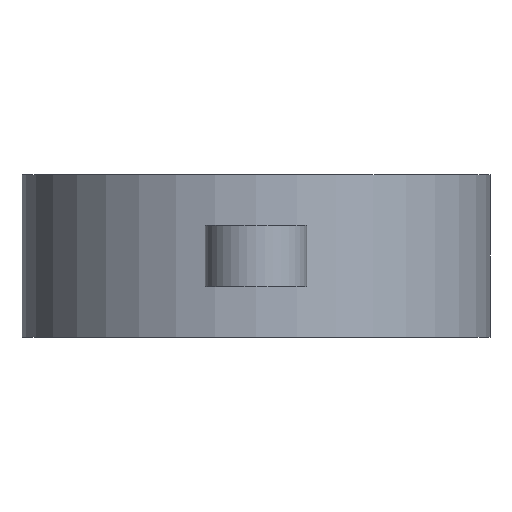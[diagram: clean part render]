
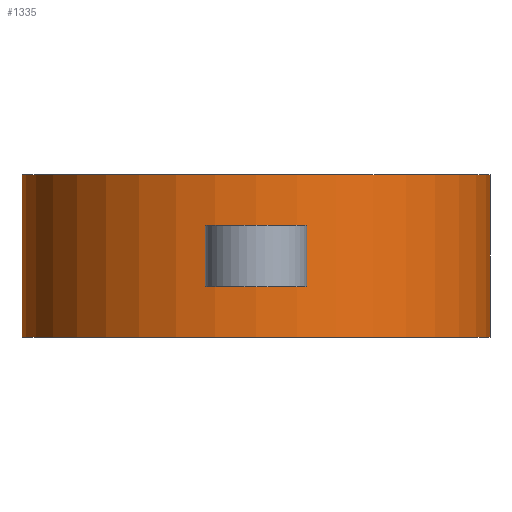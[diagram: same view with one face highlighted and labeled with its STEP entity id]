
A CAD part, front view. The second image highlights one B-rep face of the part: STEP entity #1335.
In plain terms, the highlighted cylindrical face has radius 11.5 mm (diameter 23 mm), a full revolution.
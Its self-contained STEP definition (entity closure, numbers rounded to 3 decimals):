
#1335 = ADVANCED_FACE('',(#1336),#1349,.T.);
#1336 = FACE_BOUND('',#1337,.T.);
#1337 = EDGE_LOOP('',(#1338,#1372,#1395,#1422));
#1338 = ORIENTED_EDGE('',*,*,#1339,.F.);
#1339 = EDGE_CURVE('',#1340,#1340,#1342,.T.);
#1340 = VERTEX_POINT('',#1341);
#1341 = CARTESIAN_POINT('',(11.5,0.,8.));
#1342 = SURFACE_CURVE('',#1343,(#1348,#1360),.PCURVE_S1.);
#1343 = CIRCLE('',#1344,11.5);
#1344 = AXIS2_PLACEMENT_3D('',#1345,#1346,#1347);
#1345 = CARTESIAN_POINT('',(0.,0.,8.));
#1346 = DIRECTION('',(0.,0.,1.));
#1347 = DIRECTION('',(1.,0.,0.));
#1348 = PCURVE('',#1349,#1354);
#1349 = CYLINDRICAL_SURFACE('',#1350,11.5);
#1350 = AXIS2_PLACEMENT_3D('',#1351,#1352,#1353);
#1351 = CARTESIAN_POINT('',(0.,0.,0.));
#1352 = DIRECTION('',(0.,0.,1.));
#1353 = DIRECTION('',(1.,0.,0.));
#1354 = DEFINITIONAL_REPRESENTATION('',(#1355),#1359);
#1355 = LINE('',#1356,#1357);
#1356 = CARTESIAN_POINT('',(0.,8.));
#1357 = VECTOR('',#1358,1.);
#1358 = DIRECTION('',(1.,0.));
#1359 = ( GEOMETRIC_REPRESENTATION_CONTEXT(2) 
PARAMETRIC_REPRESENTATION_CONTEXT() REPRESENTATION_CONTEXT('2D SPACE',''
  ) );
#1360 = PCURVE('',#1361,#1366);
#1361 = PLANE('',#1362);
#1362 = AXIS2_PLACEMENT_3D('',#1363,#1364,#1365);
#1363 = CARTESIAN_POINT('',(0.,0.,8.));
#1364 = DIRECTION('',(0.,0.,1.));
#1365 = DIRECTION('',(1.,0.,0.));
#1366 = DEFINITIONAL_REPRESENTATION('',(#1367),#1371);
#1367 = CIRCLE('',#1368,11.5);
#1368 = AXIS2_PLACEMENT_2D('',#1369,#1370);
#1369 = CARTESIAN_POINT('',(0.,0.));
#1370 = DIRECTION('',(1.,0.));
#1371 = ( GEOMETRIC_REPRESENTATION_CONTEXT(2) 
PARAMETRIC_REPRESENTATION_CONTEXT() REPRESENTATION_CONTEXT('2D SPACE',''
  ) );
#1372 = ORIENTED_EDGE('',*,*,#1373,.F.);
#1373 = EDGE_CURVE('',#1374,#1340,#1376,.T.);
#1374 = VERTEX_POINT('',#1375);
#1375 = CARTESIAN_POINT('',(11.5,0.,0.));
#1376 = SEAM_CURVE('',#1377,(#1381,#1388),.PCURVE_S1.);
#1377 = LINE('',#1378,#1379);
#1378 = CARTESIAN_POINT('',(11.5,0.,0.));
#1379 = VECTOR('',#1380,1.);
#1380 = DIRECTION('',(0.,0.,1.));
#1381 = PCURVE('',#1349,#1382);
#1382 = DEFINITIONAL_REPRESENTATION('',(#1383),#1387);
#1383 = LINE('',#1384,#1385);
#1384 = CARTESIAN_POINT('',(6.283,-0.));
#1385 = VECTOR('',#1386,1.);
#1386 = DIRECTION('',(0.,1.));
#1387 = ( GEOMETRIC_REPRESENTATION_CONTEXT(2) 
PARAMETRIC_REPRESENTATION_CONTEXT() REPRESENTATION_CONTEXT('2D SPACE',''
  ) );
#1388 = PCURVE('',#1349,#1389);
#1389 = DEFINITIONAL_REPRESENTATION('',(#1390),#1394);
#1390 = LINE('',#1391,#1392);
#1391 = CARTESIAN_POINT('',(0.,-0.));
#1392 = VECTOR('',#1393,1.);
#1393 = DIRECTION('',(0.,1.));
#1394 = ( GEOMETRIC_REPRESENTATION_CONTEXT(2) 
PARAMETRIC_REPRESENTATION_CONTEXT() REPRESENTATION_CONTEXT('2D SPACE',''
  ) );
#1395 = ORIENTED_EDGE('',*,*,#1396,.T.);
#1396 = EDGE_CURVE('',#1374,#1374,#1397,.T.);
#1397 = SURFACE_CURVE('',#1398,(#1403,#1410),.PCURVE_S1.);
#1398 = CIRCLE('',#1399,11.5);
#1399 = AXIS2_PLACEMENT_3D('',#1400,#1401,#1402);
#1400 = CARTESIAN_POINT('',(0.,0.,0.));
#1401 = DIRECTION('',(0.,0.,1.));
#1402 = DIRECTION('',(1.,0.,0.));
#1403 = PCURVE('',#1349,#1404);
#1404 = DEFINITIONAL_REPRESENTATION('',(#1405),#1409);
#1405 = LINE('',#1406,#1407);
#1406 = CARTESIAN_POINT('',(0.,0.));
#1407 = VECTOR('',#1408,1.);
#1408 = DIRECTION('',(1.,0.));
#1409 = ( GEOMETRIC_REPRESENTATION_CONTEXT(2) 
PARAMETRIC_REPRESENTATION_CONTEXT() REPRESENTATION_CONTEXT('2D SPACE',''
  ) );
#1410 = PCURVE('',#1411,#1416);
#1411 = PLANE('',#1412);
#1412 = AXIS2_PLACEMENT_3D('',#1413,#1414,#1415);
#1413 = CARTESIAN_POINT('',(0.,0.,0.));
#1414 = DIRECTION('',(0.,0.,1.));
#1415 = DIRECTION('',(1.,0.,0.));
#1416 = DEFINITIONAL_REPRESENTATION('',(#1417),#1421);
#1417 = CIRCLE('',#1418,11.5);
#1418 = AXIS2_PLACEMENT_2D('',#1419,#1420);
#1419 = CARTESIAN_POINT('',(0.,0.));
#1420 = DIRECTION('',(1.,0.));
#1421 = ( GEOMETRIC_REPRESENTATION_CONTEXT(2) 
PARAMETRIC_REPRESENTATION_CONTEXT() REPRESENTATION_CONTEXT('2D SPACE',''
  ) );
#1422 = ORIENTED_EDGE('',*,*,#1373,.T.);
